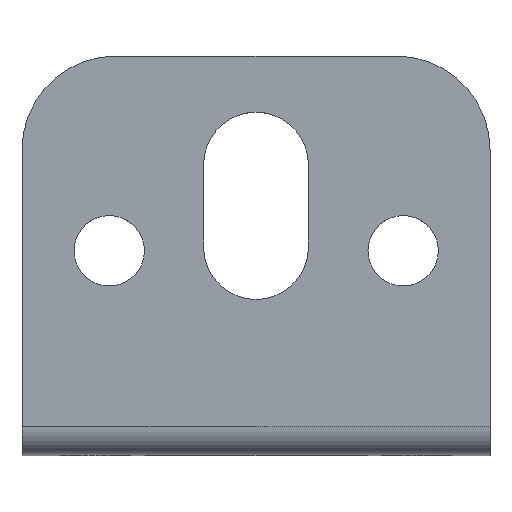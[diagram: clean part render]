
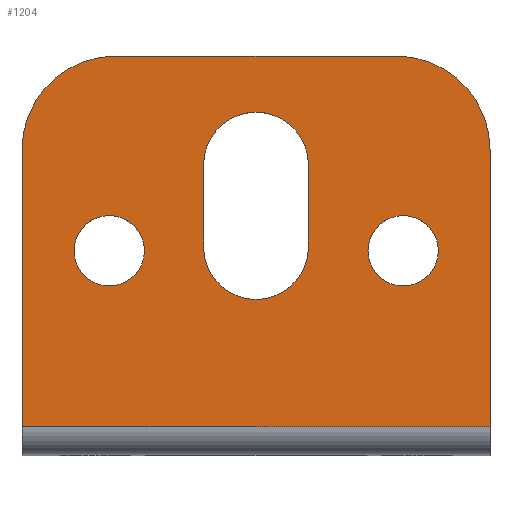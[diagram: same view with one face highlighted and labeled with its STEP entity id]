
A CAD part, top view. The second image highlights one B-rep face of the part: STEP entity #1204.
In plain terms, the highlighted planar face has unit normal (0, 0, 1).
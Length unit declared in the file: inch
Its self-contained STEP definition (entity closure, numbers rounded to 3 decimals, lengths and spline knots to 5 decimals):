
#214=DIRECTION('',(1.,0.,0.));
#215=VECTOR('',#214,1.25);
#216=CARTESIAN_POINT('',(-0.625,0.075,0.09));
#217=LINE('',#216,#215);
#232=DIRECTION('',(-1.,0.,0.));
#233=VECTOR('',#232,0.75);
#234=CARTESIAN_POINT('',(0.375,1.065,0.09));
#235=LINE('',#234,#233);
#236=DIRECTION('',(0.,1.,0.));
#237=VECTOR('',#236,0.74);
#238=CARTESIAN_POINT('',(0.625,0.075,0.09));
#239=LINE('',#238,#237);
#240=DIRECTION('',(0.,-1.,0.));
#241=VECTOR('',#240,0.74);
#242=CARTESIAN_POINT('',(-0.625,0.815,0.09));
#243=LINE('',#242,#241);
#244=DIRECTION('',(0.,1.,0.));
#245=VECTOR('',#244,0.22);
#246=CARTESIAN_POINT('',(0.14,0.555,0.09));
#247=LINE('',#246,#245);
#248=CARTESIAN_POINT('',(0.,0.775,0.09));
#249=DIRECTION('',(0.,0.,1.));
#250=DIRECTION('',(1.,0.,0.));
#251=AXIS2_PLACEMENT_3D('',#248,#249,#250);
#253=DIRECTION('',(0.,-1.,0.));
#254=VECTOR('',#253,0.22);
#255=CARTESIAN_POINT('',(-0.14,0.775,0.09));
#256=LINE('',#255,#254);
#257=CARTESIAN_POINT('',(0.,0.555,0.09));
#258=DIRECTION('',(0.,0.,1.));
#259=DIRECTION('',(-1.,0.,0.));
#260=AXIS2_PLACEMENT_3D('',#257,#258,#259);
#262=CARTESIAN_POINT('',(0.393,0.545,0.09));
#263=DIRECTION('',(0.,0.,-1.));
#264=DIRECTION('',(-1.,0.,0.));
#265=AXIS2_PLACEMENT_3D('',#262,#263,#264);
#267=CARTESIAN_POINT('',(0.393,0.545,0.09));
#268=DIRECTION('',(0.,0.,-1.));
#269=DIRECTION('',(1.,0.,0.));
#270=AXIS2_PLACEMENT_3D('',#267,#268,#269);
#272=CARTESIAN_POINT('',(-0.392,0.545,0.09));
#273=DIRECTION('',(0.,0.,-1.));
#274=DIRECTION('',(-1.,0.,0.));
#275=AXIS2_PLACEMENT_3D('',#272,#273,#274);
#277=CARTESIAN_POINT('',(-0.392,0.545,0.09));
#278=DIRECTION('',(0.,0.,-1.));
#279=DIRECTION('',(1.,0.,0.));
#280=AXIS2_PLACEMENT_3D('',#277,#278,#279);
#345=CARTESIAN_POINT('',(0.375,0.815,0.09));
#346=DIRECTION('',(0.,0.,-1.));
#347=DIRECTION('',(0.,1.,0.));
#348=AXIS2_PLACEMENT_3D('',#345,#346,#347);
#363=CARTESIAN_POINT('',(-0.375,0.815,0.09));
#364=DIRECTION('',(0.,0.,-1.));
#365=DIRECTION('',(-1.,0.,0.));
#366=AXIS2_PLACEMENT_3D('',#363,#364,#365);
#708=CARTESIAN_POINT('',(-0.625,0.075,0.09));
#709=CARTESIAN_POINT('',(0.625,0.075,0.09));
#710=VERTEX_POINT('',#708);
#711=VERTEX_POINT('',#709);
#864=CARTESIAN_POINT('',(0.375,1.065,0.09));
#865=CARTESIAN_POINT('',(-0.375,1.065,0.09));
#866=VERTEX_POINT('',#864);
#867=VERTEX_POINT('',#865);
#869=CARTESIAN_POINT('',(0.625,0.815,0.09));
#871=VERTEX_POINT('',#869);
#873=CARTESIAN_POINT('',(-0.625,0.815,0.09));
#875=VERTEX_POINT('',#873);
#884=CARTESIAN_POINT('',(0.14,0.555,0.09));
#885=CARTESIAN_POINT('',(0.14,0.775,0.09));
#886=VERTEX_POINT('',#884);
#887=VERTEX_POINT('',#885);
#888=CARTESIAN_POINT('',(-0.14,0.775,0.09));
#889=VERTEX_POINT('',#888);
#890=CARTESIAN_POINT('',(-0.14,0.555,0.09));
#891=VERTEX_POINT('',#890);
#900=CARTESIAN_POINT('',(0.299,0.545,0.09));
#901=CARTESIAN_POINT('',(0.487,0.545,0.09));
#902=VERTEX_POINT('',#900);
#903=VERTEX_POINT('',#901);
#904=CARTESIAN_POINT('',(-0.486,0.545,0.09));
#905=CARTESIAN_POINT('',(-0.298,0.545,0.09));
#906=VERTEX_POINT('',#904);
#907=VERTEX_POINT('',#905);
#1166=CARTESIAN_POINT('',(-0.625,0.,0.09));
#1167=DIRECTION('',(0.,0.,1.));
#1168=DIRECTION('',(1.,0.,0.));
#1169=AXIS2_PLACEMENT_3D('',#1166,#1167,#1168);
#1170=PLANE('',#1169);
#1172=ORIENTED_EDGE('',*,*,#1171,.F.);
#1174=ORIENTED_EDGE('',*,*,#1173,.T.);
#1175=ORIENTED_EDGE('',*,*,#1140,.F.);
#1176=ORIENTED_EDGE('',*,*,#1158,.F.);
#1177=ORIENTED_EDGE('',*,*,#1015,.F.);
#1179=ORIENTED_EDGE('',*,*,#1178,.T.);
#1180=EDGE_LOOP('',(#1172,#1174,#1175,#1176,#1177,#1179));
#1181=FACE_OUTER_BOUND('',#1180,.F.);
#1183=ORIENTED_EDGE('',*,*,#1182,.T.);
#1185=ORIENTED_EDGE('',*,*,#1184,.T.);
#1187=ORIENTED_EDGE('',*,*,#1186,.T.);
#1189=ORIENTED_EDGE('',*,*,#1188,.T.);
#1190=EDGE_LOOP('',(#1183,#1185,#1187,#1189));
#1191=FACE_BOUND('',#1190,.F.);
#1193=ORIENTED_EDGE('',*,*,#1192,.F.);
#1195=ORIENTED_EDGE('',*,*,#1194,.F.);
#1196=EDGE_LOOP('',(#1193,#1195));
#1197=FACE_BOUND('',#1196,.F.);
#1199=ORIENTED_EDGE('',*,*,#1198,.F.);
#1201=ORIENTED_EDGE('',*,*,#1200,.F.);
#1202=EDGE_LOOP('',(#1199,#1201));
#1203=FACE_BOUND('',#1202,.F.);
#1204=ADVANCED_FACE('',(#1181,#1191,#1197,#1203),#1170,.T.);
#252=CIRCLE('',#251,0.14);
#261=CIRCLE('',#260,0.14);
#266=CIRCLE('',#265,0.094);
#271=CIRCLE('',#270,0.094);
#276=CIRCLE('',#275,0.094);
#281=CIRCLE('',#280,0.094);
#349=CIRCLE('',#348,0.25);
#367=CIRCLE('',#366,0.25);
#1015=EDGE_CURVE('',#875,#710,#243,.T.);
#1140=EDGE_CURVE('',#711,#871,#239,.T.);
#1158=EDGE_CURVE('',#710,#711,#217,.T.);
#1171=EDGE_CURVE('',#866,#867,#235,.T.);
#1173=EDGE_CURVE('',#866,#871,#349,.T.);
#1178=EDGE_CURVE('',#875,#867,#367,.T.);
#1182=EDGE_CURVE('',#886,#887,#247,.T.);
#1184=EDGE_CURVE('',#887,#889,#252,.T.);
#1186=EDGE_CURVE('',#889,#891,#256,.T.);
#1188=EDGE_CURVE('',#891,#886,#261,.T.);
#1192=EDGE_CURVE('',#902,#903,#266,.T.);
#1194=EDGE_CURVE('',#903,#902,#271,.T.);
#1198=EDGE_CURVE('',#906,#907,#276,.T.);
#1200=EDGE_CURVE('',#907,#906,#281,.T.);
